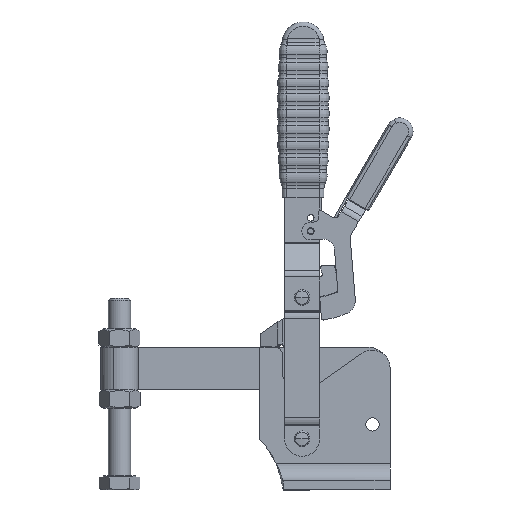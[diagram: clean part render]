
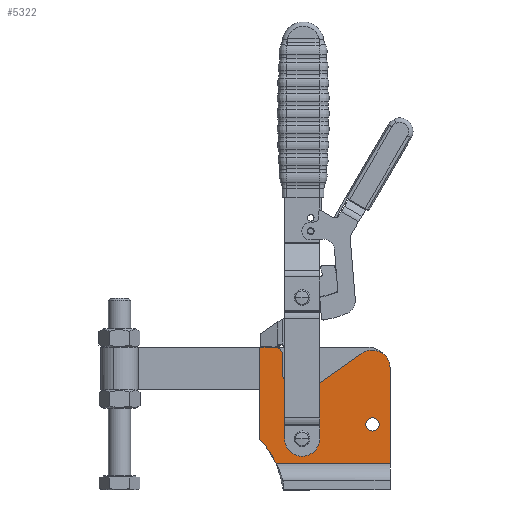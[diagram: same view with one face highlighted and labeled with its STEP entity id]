
A CAD part, top view. The second image highlights one B-rep face of the part: STEP entity #5322.
In plain terms, the highlighted planar face has unit normal (0, 0, 1).
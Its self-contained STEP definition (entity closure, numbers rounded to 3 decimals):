
#2987=CARTESIAN_POINT('',(-2.91,39.36,4.0));
#2988=VERTEX_POINT('',#2987);
#2997=CARTESIAN_POINT('',(3.09,39.36,4.0));
#2998=VERTEX_POINT('',#2997);
#2999=CARTESIAN_POINT('',(0.09,39.36,4.0));
#3000=DIRECTION('',(0.0,0.0,-1.0));
#3001=DIRECTION('',(-1.0,0.0,0.0));
#3002=AXIS2_PLACEMENT_3D('',#2999,#3000,#3001);
#3003=CIRCLE('',#3002,3.);
#3004=EDGE_CURVE('',#2998,#2988,#3003,.T.);
#3031=CARTESIAN_POINT('',(-41.579,73.231,4.0));
#3032=VERTEX_POINT('',#3031);
#3048=CARTESIAN_POINT('',(-43.7,74.11,4.0));
#3049=VERTEX_POINT('',#3048);
#3056=CARTESIAN_POINT('',(-43.7,71.11,4.0));
#3057=DIRECTION('',(0.0,0.0,-1.0));
#3058=DIRECTION('',(0.707,0.707,0.0));
#3059=AXIS2_PLACEMENT_3D('',#3056,#3057,#3058);
#3060=CIRCLE('',#3059,3.);
#3061=EDGE_CURVE('',#3049,#3032,#3060,.T.);
#3407=CARTESIAN_POINT('',(-34.95,32.87,4.));
#3408=VERTEX_POINT('',#3407);
#3417=CARTESIAN_POINT('',(-28.45,32.87,4.0));
#3418=VERTEX_POINT('',#3417);
#3419=CARTESIAN_POINT('',(-31.7,32.87,4.0));
#3420=DIRECTION('',(0.0,0.0,1.0));
#3421=DIRECTION('',(-1.0,0.0,0.0));
#3422=AXIS2_PLACEMENT_3D('',#3419,#3420,#3421);
#3423=CIRCLE('',#3422,3.25);
#3424=EDGE_CURVE('',#3408,#3418,#3423,.T.);
#3608=CARTESIAN_POINT('',(-31.7,32.87,4.0));
#3609=DIRECTION('',(0.0,0.0,1.0));
#3610=DIRECTION('',(-1.0,0.0,0.0));
#3611=AXIS2_PLACEMENT_3D('',#3608,#3609,#3610);
#3612=CIRCLE('',#3611,3.25);
#3613=EDGE_CURVE('',#3418,#3408,#3612,.T.);
#4828=CARTESIAN_POINT('',(-43.405,21.831,4.0));
#4829=VERTEX_POINT('',#4828);
#4912=CARTESIAN_POINT('',(8.05,21.831,4.0));
#4913=VERTEX_POINT('',#4912);
#4921=CARTESIAN_POINT('',(-43.405,21.831,4.0));
#4922=DIRECTION('',(1.0,0.0,0.0));
#4923=VECTOR('',#4922,51.455);
#4924=LINE('',#4921,#4923);
#4925=EDGE_CURVE('',#4829,#4913,#4924,.T.);
#5115=CARTESIAN_POINT('',(-50.77,32.5,4.0));
#5116=VERTEX_POINT('',#5115);
#5117=CARTESIAN_POINT('',(-76.23,7.048,4.0));
#5118=DIRECTION('',(0.0,0.0,1.0));
#5119=DIRECTION('',(-1.0,0.0,0.0));
#5120=AXIS2_PLACEMENT_3D('',#5117,#5118,#5119);
#5121=CIRCLE('',#5120,36.0);
#5122=EDGE_CURVE('',#4829,#5116,#5121,.T.);
#5235=CARTESIAN_POINT('',(-20.922,33.57,4.0));
#5236=DIRECTION('',(0.0,0.0,1.0));
#5237=DIRECTION('',(1.0,0.0,0.0));
#5238=AXIS2_PLACEMENT_3D('',#5235,#5236,#5237);
#5239=PLANE('',#5238);
#5240=ORIENTED_EDGE('',*,*,#4925,.T.);
#5241=CARTESIAN_POINT('',(8.05,64.73,4.0));
#5242=VERTEX_POINT('',#5241);
#5243=CARTESIAN_POINT('',(8.05,64.73,4.0));
#5244=DIRECTION('',(0.0,-1.0,0.0));
#5245=VECTOR('',#5244,42.899);
#5246=LINE('',#5243,#5245);
#5247=EDGE_CURVE('',#5242,#4913,#5246,.T.);
#5248=ORIENTED_EDGE('',*,*,#5247,.F.);
#5249=CARTESIAN_POINT('',(-4.742,71.371,4.0));
#5250=VERTEX_POINT('',#5249);
#5251=CARTESIAN_POINT('',(-0.07,64.73,4.0));
#5252=DIRECTION('',(0.0,0.0,-1.0));
#5253=DIRECTION('',(1.0,0.0,0.0));
#5254=AXIS2_PLACEMENT_3D('',#5251,#5252,#5253);
#5255=CIRCLE('',#5254,8.12);
#5256=EDGE_CURVE('',#5250,#5242,#5255,.T.);
#5257=ORIENTED_EDGE('',*,*,#5256,.F.);
#5258=CARTESIAN_POINT('',(-26.521,56.049,4.0));
#5259=VERTEX_POINT('',#5258);
#5260=CARTESIAN_POINT('',(-26.521,56.049,4.0));
#5261=DIRECTION('',(0.818,0.575,0.0));
#5262=VECTOR('',#5261,26.629);
#5263=LINE('',#5260,#5262);
#5264=EDGE_CURVE('',#5259,#5250,#5263,.T.);
#5265=ORIENTED_EDGE('',*,*,#5264,.F.);
#5266=CARTESIAN_POINT('',(-40.7,63.41,4.0));
#5267=VERTEX_POINT('',#5266);
#5268=CARTESIAN_POINT('',(-31.7,63.41,4.0));
#5269=DIRECTION('',(0.0,0.0,1.0));
#5270=DIRECTION('',(1.0,0.0,0.0));
#5271=AXIS2_PLACEMENT_3D('',#5268,#5269,#5270);
#5272=CIRCLE('',#5271,9.0);
#5273=EDGE_CURVE('',#5267,#5259,#5272,.T.);
#5274=ORIENTED_EDGE('',*,*,#5273,.F.);
#5275=CARTESIAN_POINT('',(-40.7,71.11,4.0));
#5276=VERTEX_POINT('',#5275);
#5277=CARTESIAN_POINT('',(-40.7,71.11,4.0));
#5278=DIRECTION('',(0.0,-1.0,0.0));
#5279=VECTOR('',#5278,7.7);
#5280=LINE('',#5277,#5279);
#5281=EDGE_CURVE('',#5276,#5267,#5280,.T.);
#5282=ORIENTED_EDGE('',*,*,#5281,.F.);
#5283=CARTESIAN_POINT('',(-43.7,71.11,4.0));
#5284=DIRECTION('',(0.0,0.0,-1.0));
#5285=DIRECTION('',(0.707,0.707,0.0));
#5286=AXIS2_PLACEMENT_3D('',#5283,#5284,#5285);
#5287=CIRCLE('',#5286,3.);
#5288=EDGE_CURVE('',#3032,#5276,#5287,.T.);
#5289=ORIENTED_EDGE('',*,*,#5288,.F.);
#5290=ORIENTED_EDGE('',*,*,#3061,.F.);
#5291=CARTESIAN_POINT('',(-50.77,74.11,4.0));
#5292=VERTEX_POINT('',#5291);
#5293=CARTESIAN_POINT('',(-50.77,74.11,4.0));
#5294=DIRECTION('',(1.0,0.0,0.0));
#5295=VECTOR('',#5294,7.07);
#5296=LINE('',#5293,#5295);
#5297=EDGE_CURVE('',#5292,#3049,#5296,.T.);
#5298=ORIENTED_EDGE('',*,*,#5297,.F.);
#5299=CARTESIAN_POINT('',(-50.77,32.5,4.0));
#5300=DIRECTION('',(0.0,1.0,0.0));
#5301=VECTOR('',#5300,41.61);
#5302=LINE('',#5299,#5301);
#5303=EDGE_CURVE('',#5116,#5292,#5302,.T.);
#5304=ORIENTED_EDGE('',*,*,#5303,.F.);
#5305=ORIENTED_EDGE('',*,*,#5122,.F.);
#5306=EDGE_LOOP('',(#5240,#5248,#5257,#5265,#5274,#5282,#5289,#5290,#5298,#5304,#5305));
#5307=FACE_OUTER_BOUND('',#5306,.T.);
#5308=ORIENTED_EDGE('',*,*,#3613,.F.);
#5309=ORIENTED_EDGE('',*,*,#3424,.F.);
#5310=EDGE_LOOP('',(#5308,#5309));
#5311=FACE_BOUND('',#5310,.T.);
#5312=ORIENTED_EDGE('',*,*,#3004,.T.);
#5313=CARTESIAN_POINT('',(0.09,39.36,4.0));
#5314=DIRECTION('',(0.0,0.0,-1.0));
#5315=DIRECTION('',(-1.0,0.0,0.0));
#5316=AXIS2_PLACEMENT_3D('',#5313,#5314,#5315);
#5317=CIRCLE('',#5316,3.);
#5318=EDGE_CURVE('',#2988,#2998,#5317,.T.);
#5319=ORIENTED_EDGE('',*,*,#5318,.T.);
#5320=EDGE_LOOP('',(#5312,#5319));
#5321=FACE_BOUND('',#5320,.T.);
#5322=ADVANCED_FACE('',(#5307,#5311,#5321),#5239,.T.);
